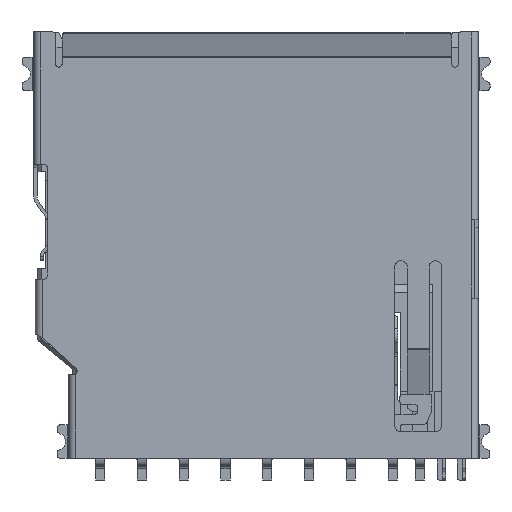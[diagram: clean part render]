
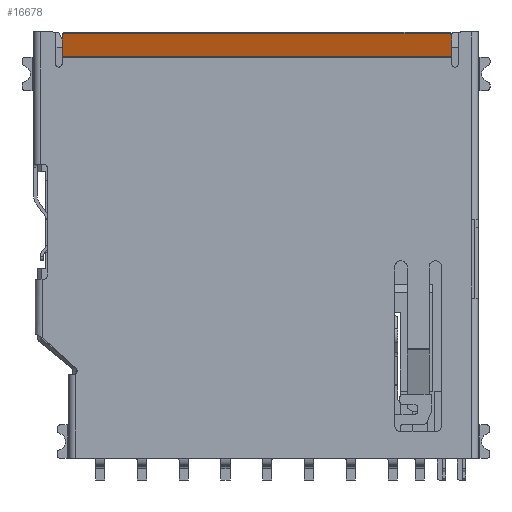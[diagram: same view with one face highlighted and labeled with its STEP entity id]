
A CAD part, top view. The second image highlights one B-rep face of the part: STEP entity #16678.
In plain terms, the highlighted planar face has unit normal (0, -0.301, 0.954).
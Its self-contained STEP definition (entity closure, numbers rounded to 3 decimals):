
#686=CIRCLE('',#19080,0.15);
#687=CIRCLE('',#19081,0.15);
#5372=ORIENTED_EDGE('',*,*,#7870,.F.);
#5373=ORIENTED_EDGE('',*,*,#7875,.T.);
#5374=ORIENTED_EDGE('',*,*,#7861,.F.);
#5375=ORIENTED_EDGE('',*,*,#7876,.F.);
#5376=ORIENTED_EDGE('',*,*,#7425,.T.);
#5377=ORIENTED_EDGE('',*,*,#7877,.T.);
#7425=EDGE_CURVE('',#9188,#9187,#11148,.T.);
#7861=EDGE_CURVE('',#9455,#9456,#11440,.T.);
#7870=EDGE_CURVE('',#9461,#9462,#11447,.T.);
#7875=EDGE_CURVE('',#9461,#9456,#686,.T.);
#7876=EDGE_CURVE('',#9188,#9455,#11450,.T.);
#7877=EDGE_CURVE('',#9187,#9462,#687,.T.);
#9187=VERTEX_POINT('',#27729);
#9188=VERTEX_POINT('',#27731);
#9455=VERTEX_POINT('',#28631);
#9456=VERTEX_POINT('',#28632);
#9461=VERTEX_POINT('',#28648);
#9462=VERTEX_POINT('',#28650);
#11148=LINE('',#27730,#13145);
#11440=LINE('',#28630,#13437);
#11447=LINE('',#28649,#13444);
#11450=LINE('',#28658,#13447);
#13145=VECTOR('',#22558,1000.);
#13437=VECTOR('',#23444,1000.);
#13444=VECTOR('',#23461,1000.);
#13447=VECTOR('',#23474,1000.);
#14319=EDGE_LOOP('',(#5372,#5373,#5374,#5375,#5376,#5377));
#15200=FACE_BOUND('',#14319,.T.);
#15857=PLANE('',#19079);
#16678=ADVANCED_FACE('',(#15200),#15857,.T.);
#19079=AXIS2_PLACEMENT_3D('',#28656,#23470,#23471);
#19080=AXIS2_PLACEMENT_3D('',#28657,#23472,#23473);
#19081=AXIS2_PLACEMENT_3D('',#28659,#23475,#23476);
#22558=DIRECTION('',(0.,0.954,0.301));
#23444=DIRECTION('',(0.,0.954,0.301));
#23461=DIRECTION('',(1.,0.,0.));
#23470=DIRECTION('',(0.,-0.301,0.954));
#23471=DIRECTION('',(1.,0.,0.));
#23472=DIRECTION('',(0.,-0.301,0.954));
#23473=DIRECTION('',(0.,-0.954,-0.301));
#23474=DIRECTION('',(-1.,0.,0.));
#23475=DIRECTION('',(0.,-0.301,0.954));
#23476=DIRECTION('',(0.,-0.954,-0.301));
#27729=CARTESIAN_POINT('',(11.65,12.519,0.6));
#27730=CARTESIAN_POINT('',(11.65,10.85,0.074));
#27731=CARTESIAN_POINT('',(11.65,11.265,0.205));
#28630=CARTESIAN_POINT('',(-11.65,10.85,0.074));
#28631=CARTESIAN_POINT('',(-11.65,11.265,0.205));
#28632=CARTESIAN_POINT('',(-11.65,12.519,0.6));
#28648=CARTESIAN_POINT('',(-11.5,12.662,0.645));
#28649=CARTESIAN_POINT('',(-13.05,12.662,0.645));
#28650=CARTESIAN_POINT('',(11.5,12.662,0.645));
#28656=CARTESIAN_POINT('',(-10.95,-6.695,-5.458));
#28657=CARTESIAN_POINT('',(-11.5,12.519,0.6));
#28658=CARTESIAN_POINT('',(11.65,11.265,0.205));
#28659=CARTESIAN_POINT('',(11.5,12.519,0.6));
